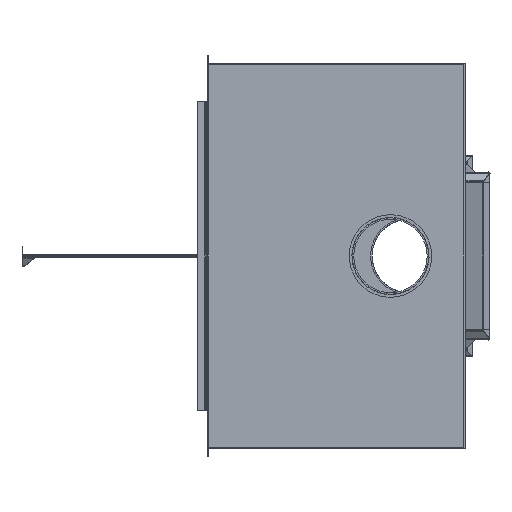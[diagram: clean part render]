
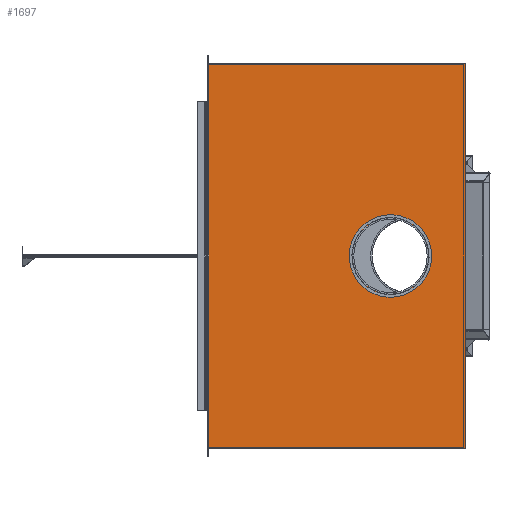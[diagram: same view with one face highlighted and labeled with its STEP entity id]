
A CAD part, left-side view. The second image highlights one B-rep face of the part: STEP entity #1697.
In plain terms, the highlighted planar face has unit normal (-1, 0, 0).
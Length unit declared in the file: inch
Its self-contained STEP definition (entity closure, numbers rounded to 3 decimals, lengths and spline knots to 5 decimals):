
#122 = DIRECTION ( 'NONE',  ( 0., 0., 1. ) ) ;
#350 = DIRECTION ( 'NONE',  ( -1., 0., 0. ) ) ;
#414 = CARTESIAN_POINT ( 'NONE',  ( -24.25, 6., -6. ) ) ;
#859 = CARTESIAN_POINT ( 'NONE',  ( -24.25, -6., 31.5 ) ) ;
#1206 = AXIS2_PLACEMENT_3D ( 'NONE', #10039, #350, #122 ) ;
#1219 = CARTESIAN_POINT ( 'NONE',  ( -24.25, -6.32019, -31.5 ) ) ;
#1697 = ADVANCED_FACE ( 'NONE', ( #20818, #19278 ), #4487, .T. ) ;
#3608 = VECTOR ( 'NONE', #16128, 39.37008 ) ;
#3615 = EDGE_CURVE ( 'NONE', #16931, #19776, #17849, .T. ) ;
#3684 = DIRECTION ( 'NONE',  ( 0., 0., 1. ) ) ;
#3751 = CARTESIAN_POINT ( 'NONE',  ( -24.25, 35.75, -31.5 ) ) ;
#3865 = EDGE_CURVE ( 'NONE', #8769, #16307, #18824, .T. ) ;
#3874 = ORIENTED_EDGE ( 'NONE', *, *, #14965, .T. ) ;
#4487 = PLANE ( 'NONE',  #10743 ) ;
#5088 = LINE ( 'NONE', #18617, #16653 ) ;
#5701 = VERTEX_POINT ( 'NONE', #9598 ) ;
#6399 = LINE ( 'NONE', #16444, #11604 ) ;
#6490 = VECTOR ( 'NONE', #15440, 39.37008 ) ;
#6497 = DIRECTION ( 'NONE',  ( 0., 0., 1. ) ) ;
#6571 = CIRCLE ( 'NONE', #13824, 6. ) ;
#6684 = ORIENTED_EDGE ( 'NONE', *, *, #12552, .F. ) ;
#6940 = CARTESIAN_POINT ( 'NONE',  ( -24.25, 6., 0. ) ) ;
#7344 = EDGE_CURVE ( 'NONE', #16307, #8769, #6571, .T. ) ;
#7723 = EDGE_LOOP ( 'NONE', ( #3874, #6684, #16239, #9478 ) ) ;
#8077 = ORIENTED_EDGE ( 'NONE', *, *, #3865, .F. ) ;
#8769 = VERTEX_POINT ( 'NONE', #11701 ) ;
#9478 = ORIENTED_EDGE ( 'NONE', *, *, #14283, .T. ) ;
#9533 = CARTESIAN_POINT ( 'NONE',  ( -24.25, -6., -31.5 ) ) ;
#9598 = CARTESIAN_POINT ( 'NONE',  ( -24.25, -6.32019, 31.5 ) ) ;
#9951 = DIRECTION ( 'NONE',  ( 0., 0., 1. ) ) ;
#10039 = CARTESIAN_POINT ( 'NONE',  ( -24.25, 6., 0. ) ) ;
#10743 = AXIS2_PLACEMENT_3D ( 'NONE', #11069, #17678, #15636 ) ;
#11069 = CARTESIAN_POINT ( 'NONE',  ( -24.25, -6., -31.25 ) ) ;
#11604 = VECTOR ( 'NONE', #6497, 39.37008 ) ;
#11701 = CARTESIAN_POINT ( 'NONE',  ( -24.25, 6., 6. ) ) ;
#12552 = EDGE_CURVE ( 'NONE', #19776, #20714, #5088, .T. ) ;
#13824 = AXIS2_PLACEMENT_3D ( 'NONE', #6940, #20114, #3684 ) ;
#14283 = EDGE_CURVE ( 'NONE', #16931, #5701, #6399, .T. ) ;
#14965 = EDGE_CURVE ( 'NONE', #5701, #20714, #15663, .T. ) ;
#15412 = CARTESIAN_POINT ( 'NONE',  ( -24.25, 35.75, 31.5 ) ) ;
#15440 = DIRECTION ( 'NONE',  ( 0., 1., 0. ) ) ;
#15636 = DIRECTION ( 'NONE',  ( 0., 0., 1. ) ) ;
#15663 = LINE ( 'NONE', #859, #6490 ) ;
#16128 = DIRECTION ( 'NONE',  ( 0., 1., 0. ) ) ;
#16239 = ORIENTED_EDGE ( 'NONE', *, *, #3615, .F. ) ;
#16307 = VERTEX_POINT ( 'NONE', #414 ) ;
#16444 = CARTESIAN_POINT ( 'NONE',  ( -24.25, -6.32019, -31.25 ) ) ;
#16653 = VECTOR ( 'NONE', #9951, 39.37008 ) ;
#16931 = VERTEX_POINT ( 'NONE', #1219 ) ;
#17587 = ORIENTED_EDGE ( 'NONE', *, *, #7344, .F. ) ;
#17678 = DIRECTION ( 'NONE',  ( -1., 0., 0. ) ) ;
#17849 = LINE ( 'NONE', #9533, #3608 ) ;
#18617 = CARTESIAN_POINT ( 'NONE',  ( -24.25, 35.75, 0. ) ) ;
#18824 = CIRCLE ( 'NONE', #1206, 6. ) ;
#19278 = FACE_OUTER_BOUND ( 'NONE', #7723, .T. ) ;
#19776 = VERTEX_POINT ( 'NONE', #3751 ) ;
#20114 = DIRECTION ( 'NONE',  ( -1., 0., 0. ) ) ;
#20714 = VERTEX_POINT ( 'NONE', #15412 ) ;
#20818 = FACE_BOUND ( 'NONE', #21098, .T. ) ;
#21098 = EDGE_LOOP ( 'NONE', ( #8077, #17587 ) ) ;
